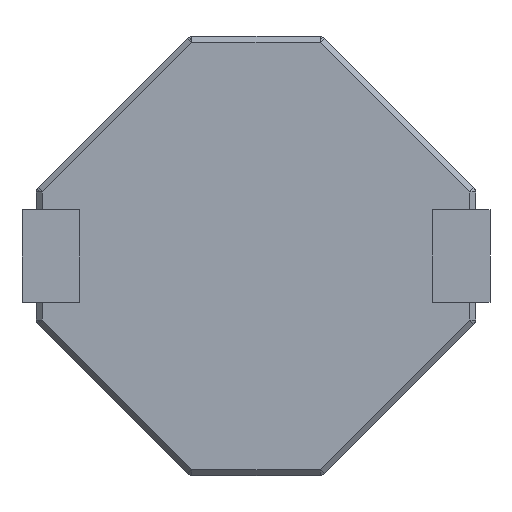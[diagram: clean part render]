
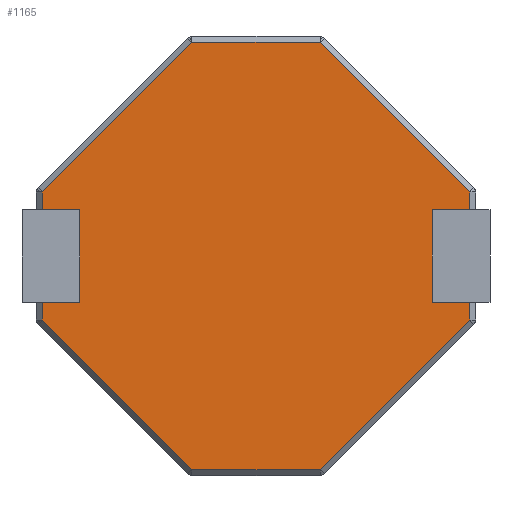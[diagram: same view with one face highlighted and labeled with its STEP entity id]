
A CAD part, front view. The second image highlights one B-rep face of the part: STEP entity #1165.
In plain terms, the highlighted planar face has unit normal (0, -1, 0).
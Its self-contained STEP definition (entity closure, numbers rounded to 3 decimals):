
#14 = VERTEX_POINT ( 'NONE', #1074 ) ;
#45 = CARTESIAN_POINT ( 'NONE',  ( 1.108, 0., -3.7 ) ) ;
#69 = CARTESIAN_POINT ( 'NONE',  ( -3.05, 0., 0.8 ) ) ;
#76 = CARTESIAN_POINT ( 'NONE',  ( -3.7, 0., -1.108 ) ) ;
#80 = DIRECTION ( 'NONE',  ( -1., 0., 0. ) ) ;
#81 = VECTOR ( 'NONE', #528, 1000. ) ;
#108 = DIRECTION ( 'NONE',  ( 0., 0., -1. ) ) ;
#111 = VERTEX_POINT ( 'NONE', #1828 ) ;
#115 = VECTOR ( 'NONE', #2105, 1000. ) ;
#158 = VERTEX_POINT ( 'NONE', #426 ) ;
#159 = VECTOR ( 'NONE', #2199, 1000. ) ;
#173 = EDGE_CURVE ( 'NONE', #2131, #1318, #2037, .T. ) ;
#181 = ORIENTED_EDGE ( 'NONE', *, *, #1738, .T. ) ;
#187 = VECTOR ( 'NONE', #2187, 1000. ) ;
#189 = VERTEX_POINT ( 'NONE', #1860 ) ;
#233 = DIRECTION ( 'NONE',  ( 0.707, 0., -0.707 ) ) ;
#249 = VERTEX_POINT ( 'NONE', #1100 ) ;
#258 = CARTESIAN_POINT ( 'NONE',  ( 0., 0., -0.8 ) ) ;
#260 = EDGE_CURVE ( 'NONE', #14, #1661, #1871, .T. ) ;
#263 = ORIENTED_EDGE ( 'NONE', *, *, #1189, .F. ) ;
#275 = ORIENTED_EDGE ( 'NONE', *, *, #307, .F. ) ;
#277 = ORIENTED_EDGE ( 'NONE', *, *, #1837, .T. ) ;
#304 = CARTESIAN_POINT ( 'NONE',  ( 0., 0., -0.8 ) ) ;
#307 = EDGE_CURVE ( 'NONE', #995, #2306, #1388, .T. ) ;
#321 = LINE ( 'NONE', #1760, #1766 ) ;
#426 = CARTESIAN_POINT ( 'NONE',  ( 3.7, 0., 1.108 ) ) ;
#436 = ORIENTED_EDGE ( 'NONE', *, *, #1609, .F. ) ;
#452 = ORIENTED_EDGE ( 'NONE', *, *, #173, .T. ) ;
#475 = CARTESIAN_POINT ( 'NONE',  ( 0., 0., 0.8 ) ) ;
#476 = EDGE_CURVE ( 'NONE', #1406, #111, #1338, .T. ) ;
#492 = DIRECTION ( 'NONE',  ( 0., 0., 1. ) ) ;
#508 = DIRECTION ( 'NONE',  ( 0., -1., 0. ) ) ;
#528 = DIRECTION ( 'NONE',  ( 0., 0., -1. ) ) ;
#555 = CARTESIAN_POINT ( 'NONE',  ( 3.7, 0., -1.108 ) ) ;
#632 = CARTESIAN_POINT ( 'NONE',  ( 1.108, 0., 3.7 ) ) ;
#684 = AXIS2_PLACEMENT_3D ( 'NONE', #1913, #508, #108 ) ;
#686 = ORIENTED_EDGE ( 'NONE', *, *, #1943, .T. ) ;
#694 = CARTESIAN_POINT ( 'NONE',  ( 3.05, 0., 0. ) ) ;
#709 = EDGE_CURVE ( 'NONE', #1661, #995, #321, .T. ) ;
#716 = EDGE_CURVE ( 'NONE', #111, #2192, #1774, .T. ) ;
#721 = VERTEX_POINT ( 'NONE', #1969 ) ;
#725 = CARTESIAN_POINT ( 'NONE',  ( -3.7, 0., 0.8 ) ) ;
#751 = CARTESIAN_POINT ( 'NONE',  ( 3.7, 0., -1.108 ) ) ;
#780 = EDGE_CURVE ( 'NONE', #1992, #1834, #1794, .T. ) ;
#786 = CARTESIAN_POINT ( 'NONE',  ( -1.108, 0., -3.7 ) ) ;
#793 = VECTOR ( 'NONE', #233, 1000. ) ;
#818 = LINE ( 'NONE', #632, #2111 ) ;
#828 = LINE ( 'NONE', #1909, #1360 ) ;
#884 = LINE ( 'NONE', #1230, #2262 ) ;
#926 = CARTESIAN_POINT ( 'NONE',  ( 1.108, 0., 3.7 ) ) ;
#947 = EDGE_CURVE ( 'NONE', #1834, #2131, #1484, .T. ) ;
#963 = ORIENTED_EDGE ( 'NONE', *, *, #1260, .T. ) ;
#995 = VERTEX_POINT ( 'NONE', #69 ) ;
#1000 = FACE_OUTER_BOUND ( 'NONE', #1077, .T. ) ;
#1022 = DIRECTION ( 'NONE',  ( 1., 0., 0. ) ) ;
#1028 = DIRECTION ( 'NONE',  ( -1., 0., 0. ) ) ;
#1051 = DIRECTION ( 'NONE',  ( 0., 0., 1. ) ) ;
#1074 = CARTESIAN_POINT ( 'NONE',  ( -3.7, 0., -0.8 ) ) ;
#1077 = EDGE_LOOP ( 'NONE', ( #1091, #963, #1989, #1903, #452, #2292, #263, #1685, #436, #181, #686, #1982, #2275, #277, #275, #2293 ) ) ;
#1091 = ORIENTED_EDGE ( 'NONE', *, *, #260, .F. ) ;
#1100 = CARTESIAN_POINT ( 'NONE',  ( 3.7, 0., 0.8 ) ) ;
#1136 = DIRECTION ( 'NONE',  ( -0.707, 0., 0.707 ) ) ;
#1165 = ADVANCED_FACE ( 'NONE', ( #1000 ), #2116, .T. ) ;
#1189 = EDGE_CURVE ( 'NONE', #1869, #189, #1534, .T. ) ;
#1193 = CARTESIAN_POINT ( 'NONE',  ( 3.7, 0., 1.108 ) ) ;
#1195 = CARTESIAN_POINT ( 'NONE',  ( -3.7, 0., 1.108 ) ) ;
#1206 = EDGE_CURVE ( 'NONE', #721, #1869, #1950, .T. ) ;
#1216 = EDGE_CURVE ( 'NONE', #1318, #189, #884, .T. ) ;
#1227 = CARTESIAN_POINT ( 'NONE',  ( -3.05, 0., -0.8 ) ) ;
#1230 = CARTESIAN_POINT ( 'NONE',  ( 3.7, 0., -0.8 ) ) ;
#1247 = VECTOR ( 'NONE', #492, 1000. ) ;
#1250 = LINE ( 'NONE', #725, #1847 ) ;
#1260 = EDGE_CURVE ( 'NONE', #14, #1992, #1420, .T. ) ;
#1318 = VERTEX_POINT ( 'NONE', #555 ) ;
#1338 = LINE ( 'NONE', #1714, #1730 ) ;
#1360 = VECTOR ( 'NONE', #1028, 1000. ) ;
#1388 = LINE ( 'NONE', #475, #115 ) ;
#1406 = VERTEX_POINT ( 'NONE', #926 ) ;
#1420 = LINE ( 'NONE', #2136, #81 ) ;
#1484 = LINE ( 'NONE', #45, #159 ) ;
#1534 = LINE ( 'NONE', #304, #2181 ) ;
#1609 = EDGE_CURVE ( 'NONE', #249, #721, #828, .T. ) ;
#1653 = VECTOR ( 'NONE', #1819, 1000. ) ;
#1661 = VERTEX_POINT ( 'NONE', #1227 ) ;
#1668 = CARTESIAN_POINT ( 'NONE',  ( 3.05, 0., -0.8 ) ) ;
#1685 = ORIENTED_EDGE ( 'NONE', *, *, #1206, .F. ) ;
#1696 = VECTOR ( 'NONE', #2125, 1000. ) ;
#1714 = CARTESIAN_POINT ( 'NONE',  ( -1.108, 0., 3.7 ) ) ;
#1730 = VECTOR ( 'NONE', #80, 1000. ) ;
#1738 = EDGE_CURVE ( 'NONE', #249, #158, #2101, .T. ) ;
#1749 = CARTESIAN_POINT ( 'NONE',  ( -3.7, 0., 1.108 ) ) ;
#1760 = CARTESIAN_POINT ( 'NONE',  ( -3.05, 0., 0. ) ) ;
#1766 = VECTOR ( 'NONE', #2160, 1000. ) ;
#1774 = LINE ( 'NONE', #1749, #2221 ) ;
#1794 = LINE ( 'NONE', #786, #793 ) ;
#1815 = DIRECTION ( 'NONE',  ( 0., 0., -1. ) ) ;
#1819 = DIRECTION ( 'NONE',  ( 1., 0., 0. ) ) ;
#1828 = CARTESIAN_POINT ( 'NONE',  ( -1.108, 0., 3.7 ) ) ;
#1834 = VERTEX_POINT ( 'NONE', #2147 ) ;
#1837 = EDGE_CURVE ( 'NONE', #2192, #2306, #1250, .T. ) ;
#1847 = VECTOR ( 'NONE', #1815, 1000. ) ;
#1860 = CARTESIAN_POINT ( 'NONE',  ( 3.7, 0., -0.8 ) ) ;
#1869 = VERTEX_POINT ( 'NONE', #1668 ) ;
#1871 = LINE ( 'NONE', #258, #1653 ) ;
#1903 = ORIENTED_EDGE ( 'NONE', *, *, #947, .T. ) ;
#1909 = CARTESIAN_POINT ( 'NONE',  ( 0., 0., 0.8 ) ) ;
#1913 = CARTESIAN_POINT ( 'NONE',  ( 0., 0., 0. ) ) ;
#1943 = EDGE_CURVE ( 'NONE', #158, #1406, #818, .T. ) ;
#1950 = LINE ( 'NONE', #694, #1696 ) ;
#1969 = CARTESIAN_POINT ( 'NONE',  ( 3.05, 0., 0.8 ) ) ;
#1982 = ORIENTED_EDGE ( 'NONE', *, *, #476, .T. ) ;
#1989 = ORIENTED_EDGE ( 'NONE', *, *, #780, .T. ) ;
#1992 = VERTEX_POINT ( 'NONE', #76 ) ;
#1995 = CARTESIAN_POINT ( 'NONE',  ( -3.7, 0., 0.8 ) ) ;
#2037 = LINE ( 'NONE', #751, #187 ) ;
#2101 = LINE ( 'NONE', #1193, #1247 ) ;
#2103 = CARTESIAN_POINT ( 'NONE',  ( 1.108, 0., -3.7 ) ) ;
#2105 = DIRECTION ( 'NONE',  ( -1., 0., 0. ) ) ;
#2111 = VECTOR ( 'NONE', #1136, 1000. ) ;
#2116 = PLANE ( 'NONE',  #684 ) ;
#2125 = DIRECTION ( 'NONE',  ( 0., 0., -1. ) ) ;
#2131 = VERTEX_POINT ( 'NONE', #2103 ) ;
#2136 = CARTESIAN_POINT ( 'NONE',  ( -3.7, 0., -1.108 ) ) ;
#2147 = CARTESIAN_POINT ( 'NONE',  ( -1.108, 0., -3.7 ) ) ;
#2160 = DIRECTION ( 'NONE',  ( 0., 0., 1. ) ) ;
#2181 = VECTOR ( 'NONE', #1022, 1000. ) ;
#2187 = DIRECTION ( 'NONE',  ( 0.707, 0., 0.707 ) ) ;
#2192 = VERTEX_POINT ( 'NONE', #1195 ) ;
#2199 = DIRECTION ( 'NONE',  ( 1., 0., 0. ) ) ;
#2221 = VECTOR ( 'NONE', #2313, 1000. ) ;
#2262 = VECTOR ( 'NONE', #1051, 1000. ) ;
#2275 = ORIENTED_EDGE ( 'NONE', *, *, #716, .T. ) ;
#2292 = ORIENTED_EDGE ( 'NONE', *, *, #1216, .T. ) ;
#2293 = ORIENTED_EDGE ( 'NONE', *, *, #709, .F. ) ;
#2306 = VERTEX_POINT ( 'NONE', #1995 ) ;
#2313 = DIRECTION ( 'NONE',  ( -0.707, 0., -0.707 ) ) ;
